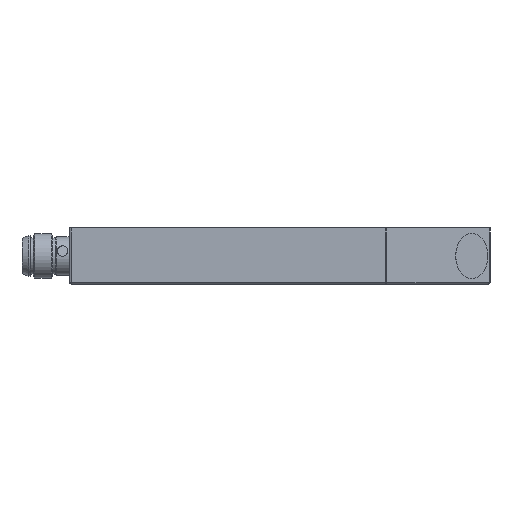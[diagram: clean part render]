
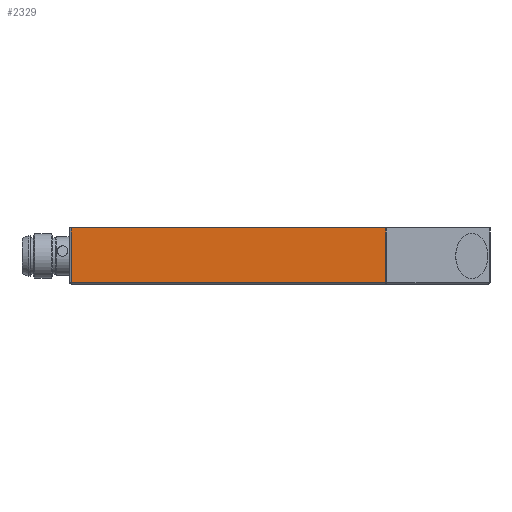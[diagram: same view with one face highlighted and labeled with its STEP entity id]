
A CAD part, front view. The second image highlights one B-rep face of the part: STEP entity #2329.
In plain terms, the highlighted planar face has unit normal (0, -1, 0).
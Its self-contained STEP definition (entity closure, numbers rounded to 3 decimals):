
#2067=CARTESIAN_POINT('',(0.3,0.0,10.0));
#2068=VERTEX_POINT('',#2067);
#2076=CARTESIAN_POINT('',(56.376,0.0,10.0));
#2077=VERTEX_POINT('',#2076);
#2078=CARTESIAN_POINT('',(0.3,0.0,10.0));
#2079=DIRECTION('',(1.0,0.0,0.0));
#2080=VECTOR('',#2079,56.076);
#2081=LINE('',#2078,#2080);
#2082=EDGE_CURVE('',#2068,#2077,#2081,.T.);
#2299=CARTESIAN_POINT('',(0.0,0.0,0.0));
#2300=DIRECTION('',(0.0,-1.0,0.0));
#2301=DIRECTION('',(1.0,0.0,0.0));
#2302=AXIS2_PLACEMENT_3D('',#2299,#2300,#2301);
#2303=PLANE('',#2302);
#2304=CARTESIAN_POINT('',(0.3,0.0,0.3));
#2305=VERTEX_POINT('',#2304);
#2306=CARTESIAN_POINT('',(0.3,0.0,0.3));
#2307=DIRECTION('',(0.0,0.0,1.0));
#2308=VECTOR('',#2307,9.7);
#2309=LINE('',#2306,#2308);
#2310=EDGE_CURVE('',#2305,#2068,#2309,.T.);
#2311=ORIENTED_EDGE('',*,*,#2310,.F.);
#2312=CARTESIAN_POINT('',(56.376,0.0,0.3));
#2313=VERTEX_POINT('',#2312);
#2314=CARTESIAN_POINT('',(56.376,0.0,0.3));
#2315=DIRECTION('',(-1.0,0.0,0.0));
#2316=VECTOR('',#2315,56.076);
#2317=LINE('',#2314,#2316);
#2318=EDGE_CURVE('',#2313,#2305,#2317,.T.);
#2319=ORIENTED_EDGE('',*,*,#2318,.F.);
#2320=CARTESIAN_POINT('',(56.376,0.0,10.0));
#2321=DIRECTION('',(0.0,0.0,-1.0));
#2322=VECTOR('',#2321,9.7);
#2323=LINE('',#2320,#2322);
#2324=EDGE_CURVE('',#2077,#2313,#2323,.T.);
#2325=ORIENTED_EDGE('',*,*,#2324,.F.);
#2326=ORIENTED_EDGE('',*,*,#2082,.F.);
#2327=EDGE_LOOP('',(#2311,#2319,#2325,#2326));
#2328=FACE_OUTER_BOUND('',#2327,.T.);
#2329=ADVANCED_FACE('',(#2328),#2303,.T.);
